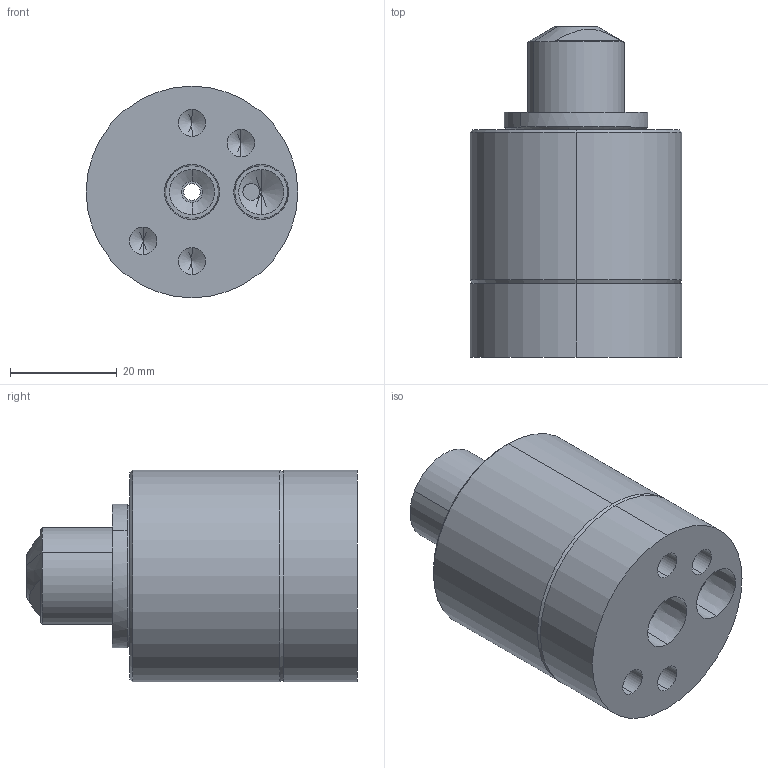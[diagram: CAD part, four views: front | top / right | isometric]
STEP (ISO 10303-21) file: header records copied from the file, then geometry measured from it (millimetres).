
FILE_DESCRIPTION (( 'STEP AP214' ), '1' );
FILE_NAME ('CTSC-002199.STEP', '2025-01-07T17:33:08', ( '' ), ( '' ), 'SwSTEP 2.0', 'SolidWorks 2023', '' );
FILE_SCHEMA (( 'AUTOMOTIVE_DESIGN' ));
Length unit declared in the file: inch
Products named in the file (1): CTSC-002199
Bounding box: 39.62 x 61.93 x 39.62 mm (x, y, z)
Volume: 54744.3 mm3; surface area: 12673.1 mm2
Topology: 1 solids, 4 shells, 103 faces, 233 edges, 142 vertices
Faces by surface type: cylinder 40, cone 29, plane 29, torus 5
Entity records: 3987 total; most frequent: CARTESIAN_POINT 587, DIRECTION 542, ORIENTED_EDGE 446, AXIS2_PLACEMENT_3D 225, EDGE_CURVE 223, VERTEX_POINT 142, EDGE_LOOP 125, CIRCLE 121
